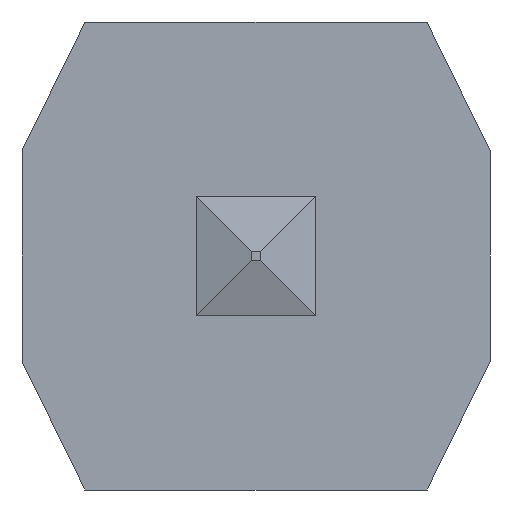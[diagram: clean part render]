
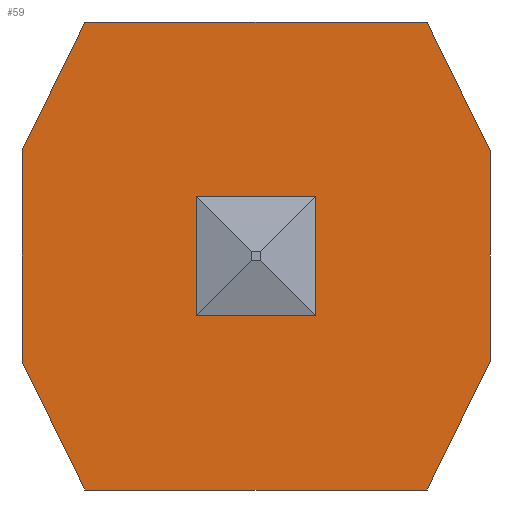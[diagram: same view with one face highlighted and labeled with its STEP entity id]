
A CAD part, front view. The second image highlights one B-rep face of the part: STEP entity #59.
In plain terms, the highlighted planar face has unit normal (0, -1, 0).
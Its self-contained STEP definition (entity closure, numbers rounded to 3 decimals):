
#2 = LINE ( 'NONE', #338, #137 ) ;
#10 = DIRECTION ( 'NONE',  ( -1., 0., 0. ) ) ;
#12 = CARTESIAN_POINT ( 'NONE',  ( -0.325, 0., 0. ) ) ;
#17 = VERTEX_POINT ( 'NONE', #182 ) ;
#26 = LINE ( 'NONE', #342, #746 ) ;
#54 = VERTEX_POINT ( 'NONE', #111 ) ;
#59 = ADVANCED_FACE ( 'NONE', ( #267, #547 ), #724, .T. ) ;
#64 = CARTESIAN_POINT ( 'NONE',  ( 1.251, 0., -0.61 ) ) ;
#83 = LINE ( 'NONE', #675, #335 ) ;
#89 = EDGE_CURVE ( 'NONE', #17, #158, #26, .T. ) ;
#94 = CARTESIAN_POINT ( 'NONE',  ( -0.325, 0., 0.325 ) ) ;
#102 = EDGE_CURVE ( 'NONE', #158, #483, #231, .T. ) ;
#104 = VECTOR ( 'NONE', #252, 1000. ) ;
#105 = EDGE_LOOP ( 'NONE', ( #313, #147, #839, #120 ) ) ;
#111 = CARTESIAN_POINT ( 'NONE',  ( -0.929, 0., 1.27 ) ) ;
#120 = ORIENTED_EDGE ( 'NONE', *, *, #489, .F. ) ;
#127 = LINE ( 'NONE', #296, #201 ) ;
#128 = CARTESIAN_POINT ( 'NONE',  ( 0., 0., 0. ) ) ;
#137 = VECTOR ( 'NONE', #10, 1000. ) ;
#144 = VECTOR ( 'NONE', #751, 1000. ) ;
#147 = ORIENTED_EDGE ( 'NONE', *, *, #89, .F. ) ;
#148 = VERTEX_POINT ( 'NONE', #408 ) ;
#152 = EDGE_CURVE ( 'NONE', #664, #557, #83, .T. ) ;
#156 = CARTESIAN_POINT ( 'NONE',  ( -1.251, 0., -0.61 ) ) ;
#158 = VERTEX_POINT ( 'NONE', #94 ) ;
#161 = VECTOR ( 'NONE', #600, 1000. ) ;
#162 = CARTESIAN_POINT ( 'NONE',  ( 0.929, 0., 1.27 ) ) ;
#182 = CARTESIAN_POINT ( 'NONE',  ( 0.325, 0., 0.325 ) ) ;
#183 = CARTESIAN_POINT ( 'NONE',  ( -0.325, 0., -0.325 ) ) ;
#199 = EDGE_CURVE ( 'NONE', #679, #353, #127, .T. ) ;
#201 = VECTOR ( 'NONE', #497, 1000. ) ;
#229 = EDGE_CURVE ( 'NONE', #664, #704, #456, .T. ) ;
#230 = LINE ( 'NONE', #667, #104 ) ;
#231 = LINE ( 'NONE', #12, #161 ) ;
#245 = DIRECTION ( 'NONE',  ( -0.438, 0., -0.899 ) ) ;
#252 = DIRECTION ( 'NONE',  ( 1., 0., 0. ) ) ;
#254 = LINE ( 'NONE', #734, #702 ) ;
#261 = DIRECTION ( 'NONE',  ( 0.438, 0., 0.899 ) ) ;
#262 = EDGE_CURVE ( 'NONE', #679, #622, #646, .T. ) ;
#267 = FACE_BOUND ( 'NONE', #105, .T. ) ;
#281 = CARTESIAN_POINT ( 'NONE',  ( -1.27, 0., 0.57 ) ) ;
#286 = CARTESIAN_POINT ( 'NONE',  ( 1.27, 0., 1.27 ) ) ;
#296 = CARTESIAN_POINT ( 'NONE',  ( 1.251, 0., 0.61 ) ) ;
#302 = EDGE_LOOP ( 'NONE', ( #694, #834, #695, #759, #343, #742, #748, #805 ) ) ;
#313 = ORIENTED_EDGE ( 'NONE', *, *, #102, .F. ) ;
#317 = EDGE_CURVE ( 'NONE', #54, #557, #428, .T. ) ;
#319 = CARTESIAN_POINT ( 'NONE',  ( 1.27, 0., 0.57 ) ) ;
#329 = CARTESIAN_POINT ( 'NONE',  ( 1.27, 0., -0.57 ) ) ;
#335 = VECTOR ( 'NONE', #358, 1000. ) ;
#338 = CARTESIAN_POINT ( 'NONE',  ( -1.27, 0., -1.27 ) ) ;
#341 = DIRECTION ( 'NONE',  ( 1., 0., 0. ) ) ;
#342 = CARTESIAN_POINT ( 'NONE',  ( 0., 0., 0.325 ) ) ;
#343 = ORIENTED_EDGE ( 'NONE', *, *, #262, .F. ) ;
#353 = VERTEX_POINT ( 'NONE', #162 ) ;
#358 = DIRECTION ( 'NONE',  ( 0., 0., 1. ) ) ;
#359 = VECTOR ( 'NONE', #643, 1000. ) ;
#378 = CARTESIAN_POINT ( 'NONE',  ( -0.929, 0., -1.27 ) ) ;
#386 = LINE ( 'NONE', #571, #359 ) ;
#387 = EDGE_CURVE ( 'NONE', #54, #353, #254, .T. ) ;
#408 = CARTESIAN_POINT ( 'NONE',  ( 0.325, 0., -0.325 ) ) ;
#414 = EDGE_CURVE ( 'NONE', #696, #704, #2, .T. ) ;
#428 = LINE ( 'NONE', #842, #847 ) ;
#456 = LINE ( 'NONE', #156, #611 ) ;
#483 = VERTEX_POINT ( 'NONE', #183 ) ;
#489 = EDGE_CURVE ( 'NONE', #483, #148, #230, .T. ) ;
#497 = DIRECTION ( 'NONE',  ( -0.438, 0., 0.899 ) ) ;
#533 = DIRECTION ( 'NONE',  ( -1., 0., 0. ) ) ;
#535 = DIRECTION ( 'NONE',  ( 0., 0., -1. ) ) ;
#547 = FACE_OUTER_BOUND ( 'NONE', #302, .T. ) ;
#557 = VERTEX_POINT ( 'NONE', #281 ) ;
#571 = CARTESIAN_POINT ( 'NONE',  ( 0.325, 0., 0. ) ) ;
#576 = EDGE_CURVE ( 'NONE', #696, #622, #755, .T. ) ;
#600 = DIRECTION ( 'NONE',  ( 0., 0., -1. ) ) ;
#611 = VECTOR ( 'NONE', #636, 1000. ) ;
#622 = VERTEX_POINT ( 'NONE', #329 ) ;
#636 = DIRECTION ( 'NONE',  ( 0.438, 0., -0.899 ) ) ;
#643 = DIRECTION ( 'NONE',  ( 0., 0., 1. ) ) ;
#646 = LINE ( 'NONE', #286, #144 ) ;
#655 = EDGE_CURVE ( 'NONE', #148, #17, #386, .T. ) ;
#664 = VERTEX_POINT ( 'NONE', #780 ) ;
#667 = CARTESIAN_POINT ( 'NONE',  ( 0., 0., -0.325 ) ) ;
#675 = CARTESIAN_POINT ( 'NONE',  ( -1.27, 0., 1.27 ) ) ;
#679 = VERTEX_POINT ( 'NONE', #319 ) ;
#694 = ORIENTED_EDGE ( 'NONE', *, *, #152, .F. ) ;
#695 = ORIENTED_EDGE ( 'NONE', *, *, #414, .F. ) ;
#696 = VERTEX_POINT ( 'NONE', #849 ) ;
#698 = AXIS2_PLACEMENT_3D ( 'NONE', #128, #798, #535 ) ;
#702 = VECTOR ( 'NONE', #341, 1000. ) ;
#704 = VERTEX_POINT ( 'NONE', #378 ) ;
#724 = PLANE ( 'NONE',  #698 ) ;
#734 = CARTESIAN_POINT ( 'NONE',  ( -1.27, 0., 1.27 ) ) ;
#742 = ORIENTED_EDGE ( 'NONE', *, *, #199, .T. ) ;
#746 = VECTOR ( 'NONE', #533, 1000. ) ;
#748 = ORIENTED_EDGE ( 'NONE', *, *, #387, .F. ) ;
#751 = DIRECTION ( 'NONE',  ( 0., 0., -1. ) ) ;
#755 = LINE ( 'NONE', #64, #845 ) ;
#759 = ORIENTED_EDGE ( 'NONE', *, *, #576, .T. ) ;
#780 = CARTESIAN_POINT ( 'NONE',  ( -1.27, 0., -0.57 ) ) ;
#798 = DIRECTION ( 'NONE',  ( 0., -1., 0. ) ) ;
#805 = ORIENTED_EDGE ( 'NONE', *, *, #317, .T. ) ;
#834 = ORIENTED_EDGE ( 'NONE', *, *, #229, .T. ) ;
#839 = ORIENTED_EDGE ( 'NONE', *, *, #655, .F. ) ;
#842 = CARTESIAN_POINT ( 'NONE',  ( -1.251, 0., 0.61 ) ) ;
#845 = VECTOR ( 'NONE', #261, 1000. ) ;
#847 = VECTOR ( 'NONE', #245, 1000. ) ;
#849 = CARTESIAN_POINT ( 'NONE',  ( 0.929, 0., -1.27 ) ) ;
